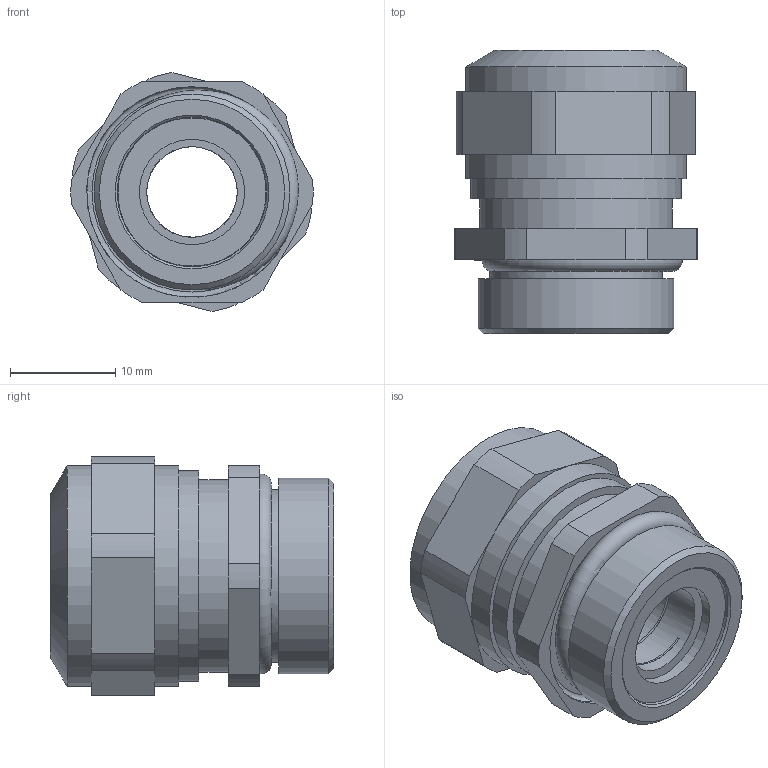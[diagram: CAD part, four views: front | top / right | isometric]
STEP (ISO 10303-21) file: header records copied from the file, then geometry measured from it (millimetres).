
FILE_DESCRIPTION(/* description */ (''),/* implementation_level */ '2;1');
FILE_NAME(/* name */ '3D_1021000030502-WNA_A-PG11_D5.5-12_V1.0.stp',/* time_stamp */ '2024-03-18T08:43:42+08:00',/* author */ (''),/* organization */ (''),/* preprocessor_version */ 'ST-DEVELOPER v18.1',/* originating_system */ 'SIEMENS PLM Software NX 1980',/* authorisation */ '');
FILE_SCHEMA (('AUTOMOTIVE_DESIGN { 1 0 10303 214 3 1 1 1 }'));
Length unit declared in the file: millimetre
Products named in the file (1): 3D_1021000030502_01-WNA_A-PG11_D5.5-12_V1.0
Bounding box: 22.99 x 26.9 x 22.68 mm (x, y, z)
Volume: 6632 mm3; surface area: 5963.9 mm2
Topology: 1 solids, 3 shells, 482 faces, 1379 edges, 916 vertices
Faces by surface type: plane 237, cylinder 228, cone 6, bspline 6, torus 5
Full cylindrical faces by diameter (mm): 8.6 x7, 10 x1, 12 x1, 12.2 x1, 14.1 x1, 14.2 x1, 15.6 x1, 16 x1, 16.4 x1, 18.3 x1, 18.384 x1, 18.6 x1, 20 x1, 21 x2
Entity records: 22723 total; most frequent: CARTESIAN_POINT 10377, ORIENTED_EDGE 2644, DIRECTION 2538, EDGE_CURVE 1322, AXIS2_PLACEMENT_3D 935, VERTEX_POINT 891, LINE 668, VECTOR 668
